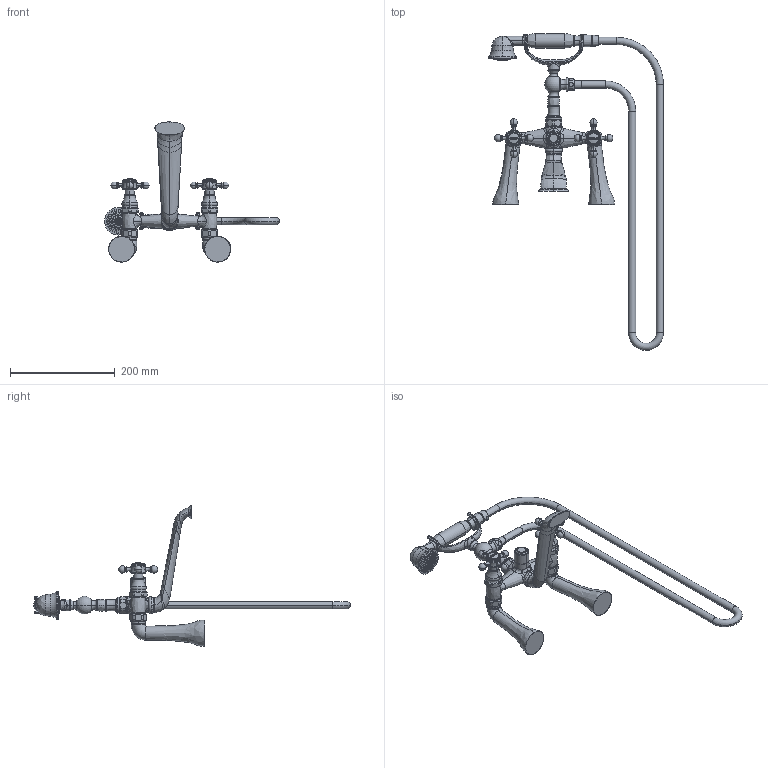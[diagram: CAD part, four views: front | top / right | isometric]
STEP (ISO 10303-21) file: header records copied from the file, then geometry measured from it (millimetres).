
FILE_DESCRIPTION((''),'2;1');
FILE_NAME('920-4272','2021-01-14T14:30:22',('jinson.thomas'),(''),'CREO PARAMETRIC BY PTC INC, 2018400','CREO PARAMETRIC BY PTC INC, 2018400','');
FILE_SCHEMA(('CONFIG_CONTROL_DESIGN'));
Length unit declared in the file: inch
Products named in the file (1): 920-4272
Bounding box: 334.8 x 606.04 x 268.56 mm (x, y, z)
Volume: 1018404 mm3; surface area: 196068.7 mm2
Topology: 1 solids, 1 shells, 994 faces, 2352 edges, 1450 vertices
Faces by surface type: cylinder 277, torus 190, bspline 169, plane 166, cone 134, sphere 54, extrusion 4
Entity records: 45577 total; most frequent: CARTESIAN_POINT 24246, ORIENTED_EDGE 4656, DIRECTION 4108, EDGE_CURVE 2328, AXIS2_PLACEMENT_3D 1806, VERTEX_POINT 1450, EDGE_LOOP 1112, FACE_OUTER_BOUND 994
